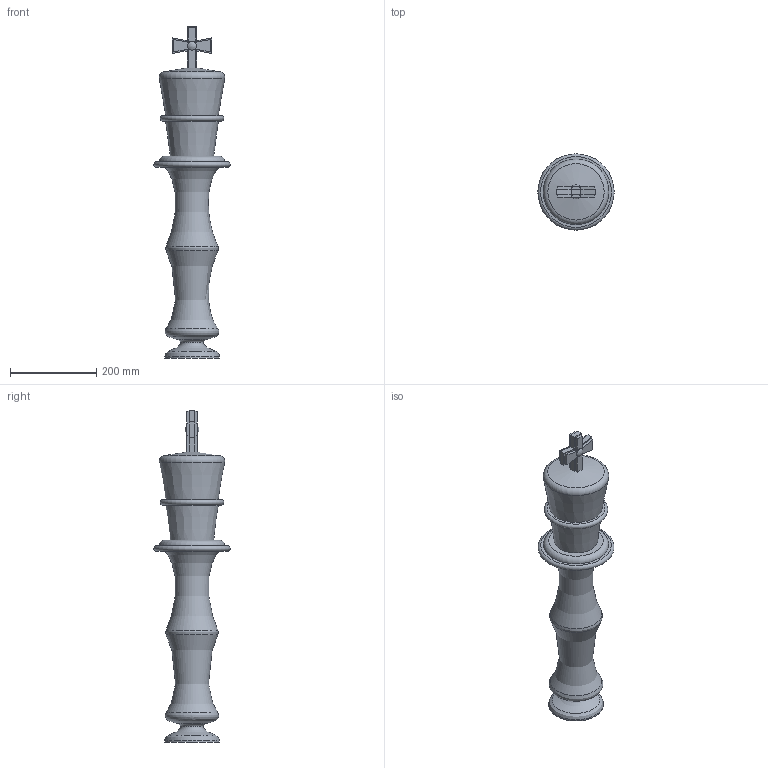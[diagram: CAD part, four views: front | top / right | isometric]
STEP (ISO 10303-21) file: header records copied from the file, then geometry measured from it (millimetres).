
FILE_DESCRIPTION(/* description */ ('Alibre Inc.'),/* implementation_level */ '2;1');
FILE_NAME(/* name */ 'export0',/* time_stamp */ '2018-05-29T16:01:36-05:00',/* author */ (''),/* organization */ (''),/* preprocessor_version */ 'ST-DEVELOPER v17',/* originating_system */ 'Alibre',/* authorisation */ '');
FILE_SCHEMA (('AUTOMOTIVE_DESIGN'));
Length unit declared in the file: centimetre
Bounding box: 176.78 x 176.78 x 769.51 mm (x, y, z)
Volume: 6216154.5 mm3; surface area: 314617 mm2
Topology: 1 solids, 1 shells, 69 faces, 176 edges, 116 vertices
Faces by surface type: plane 43, sphere 10, revolution 4, cone 4, torus 4, bspline 3, cylinder 1
Full cylindrical faces by diameter (mm): 127 x1
Entity records: 2343 total; most frequent: CARTESIAN_POINT 866, ORIENTED_EDGE 332, DIRECTION 232, EDGE_CURVE 166, VERTEX_POINT 115, AXIS2_PLACEMENT_3D 89, VECTOR 86, LINE 86
